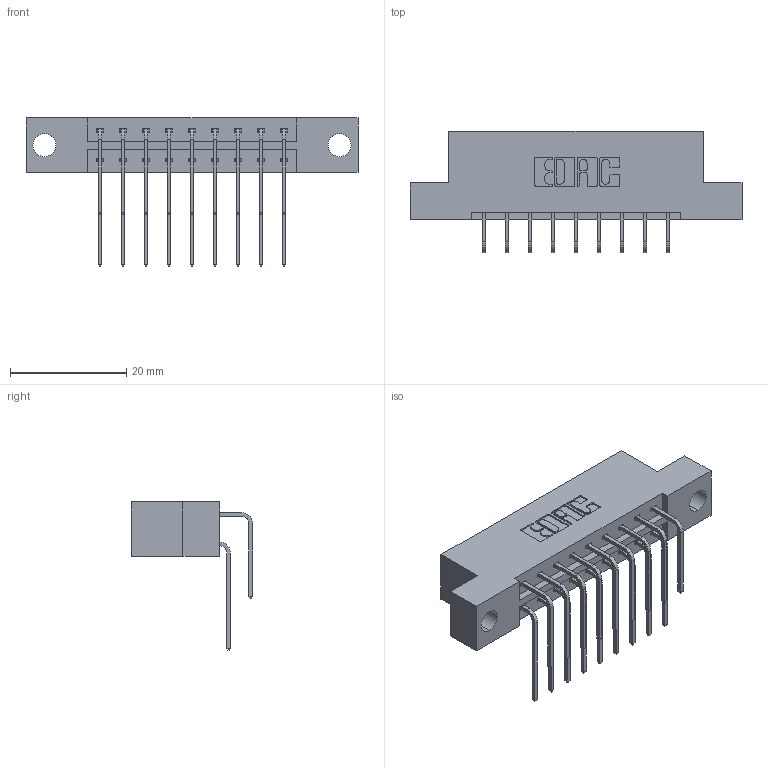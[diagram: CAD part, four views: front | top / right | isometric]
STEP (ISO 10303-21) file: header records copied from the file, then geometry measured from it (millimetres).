
FILE_DESCRIPTION (( 'STEP AP203' ), '1' );
FILE_NAME ('333-018-559-204.STEP', '2019-08-09T14:21:31', ( '' ), ( '' ), 'SwSTEP 2.0', 'SolidWorks 2016', '' );
FILE_SCHEMA (( 'CONFIG_CONTROL_DESIGN' ));
Length unit declared in the file: inch
Products named in the file (4): 333-018-559-204; 345-292-001_558 559 Tail - 1; 333 Part_Flush - .156 Dia - TH; 345-292-001_559 Tail - 2
Assembly tree (19 placements, depth 2):
  333-018-559-204
    333 Part_Flush - .156 Dia - TH
    345-292-001_558 559 Tail - 1  x9
    345-292-001_559 Tail - 2  x9
Bounding box: 57.2 x 20.9 x 25.53 mm (x, y, z)
Volume: 5547.2 mm3; surface area: 6520.3 mm2
Topology: 19 solids, 19 shells, 1086 faces, 3209 edges, 2114 vertices
Faces by surface type: plane 754, cylinder 332
Entity records: 11845 total; most frequent: CARTESIAN_POINT 2053, ORIENTED_EDGE 1938, DIRECTION 1793, EDGE_CURVE 969, VECTOR 801, LINE 801, VERTEX_POINT 642, AXIS2_PLACEMENT_3D 496
